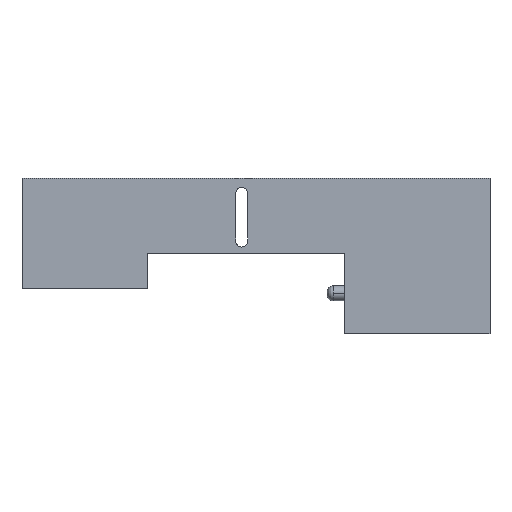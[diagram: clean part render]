
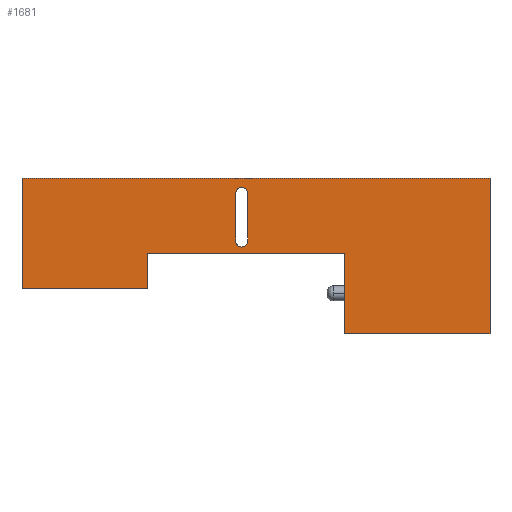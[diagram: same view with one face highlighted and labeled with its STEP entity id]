
A CAD part, front view. The second image highlights one B-rep face of the part: STEP entity #1681.
In plain terms, the highlighted planar face has unit normal (0, -1, 0).
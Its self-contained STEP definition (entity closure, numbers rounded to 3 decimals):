
#20 = DIRECTION ( 'NONE',  ( 0., 0., 1. ) ) ;
#48 = DIRECTION ( 'NONE',  ( 0., 0., 1. ) ) ;
#76 = EDGE_CURVE ( 'NONE', #1554, #544, #1365, .T. ) ;
#87 = VECTOR ( 'NONE', #791, 1000. ) ;
#90 = VERTEX_POINT ( 'NONE', #181 ) ;
#181 = CARTESIAN_POINT ( 'NONE',  ( 69.5, -4.5, 32. ) ) ;
#194 = DIRECTION ( 'NONE',  ( 0., 0., -1. ) ) ;
#199 = EDGE_CURVE ( 'NONE', #266, #831, #395, .T. ) ;
#208 = ORIENTED_EDGE ( 'NONE', *, *, #1599, .T. ) ;
#228 = CARTESIAN_POINT ( 'NONE',  ( 67.5, -4.5, 16. ) ) ;
#262 = CARTESIAN_POINT ( 'NONE',  ( 69.5, -4.5, 16. ) ) ;
#266 = VERTEX_POINT ( 'NONE', #2540 ) ;
#272 = VERTEX_POINT ( 'NONE', #866 ) ;
#308 = CARTESIAN_POINT ( 'NONE',  ( 36., -4.5, 12. ) ) ;
#310 = LINE ( 'NONE', #901, #2228 ) ;
#331 = PLANE ( 'NONE',  #1982 ) ;
#353 = DIRECTION ( 'NONE',  ( 0., -1., 0. ) ) ;
#376 = EDGE_CURVE ( 'NONE', #272, #1725, #2206, .T. ) ;
#395 = LINE ( 'NONE', #782, #1795 ) ;
#419 = ORIENTED_EDGE ( 'NONE', *, *, #199, .F. ) ;
#421 = CARTESIAN_POINT ( 'NONE',  ( 36., -4.5, 0. ) ) ;
#456 = VERTEX_POINT ( 'NONE', #308 ) ;
#458 = CIRCLE ( 'NONE', #788, 2. ) ;
#506 = ORIENTED_EDGE ( 'NONE', *, *, #376, .T. ) ;
#534 = VECTOR ( 'NONE', #1887, 1000. ) ;
#544 = VERTEX_POINT ( 'NONE', #1340 ) ;
#549 = DIRECTION ( 'NONE',  ( 0., 1., 0. ) ) ;
#568 = VERTEX_POINT ( 'NONE', #2133 ) ;
#625 = VECTOR ( 'NONE', #1693, 1000. ) ;
#628 = VECTOR ( 'NONE', #20, 1000. ) ;
#676 = LINE ( 'NONE', #1875, #534 ) ;
#680 = DIRECTION ( 'NONE',  ( 1., 0., 0. ) ) ;
#694 = CARTESIAN_POINT ( 'NONE',  ( -6., -4.5, 37. ) ) ;
#755 = ORIENTED_EDGE ( 'NONE', *, *, #1404, .T. ) ;
#782 = CARTESIAN_POINT ( 'NONE',  ( 150.5, -4.5, 0. ) ) ;
#788 = AXIS2_PLACEMENT_3D ( 'NONE', #228, #1229, #1606 ) ;
#791 = DIRECTION ( 'NONE',  ( 0., 0., -1. ) ) ;
#831 = VERTEX_POINT ( 'NONE', #2153 ) ;
#842 = ORIENTED_EDGE ( 'NONE', *, *, #2532, .F. ) ;
#853 = LINE ( 'NONE', #2041, #1775 ) ;
#866 = CARTESIAN_POINT ( 'NONE',  ( 65.5, -4.5, 16. ) ) ;
#887 = LINE ( 'NONE', #1676, #1118 ) ;
#890 = VERTEX_POINT ( 'NONE', #262 ) ;
#901 = CARTESIAN_POINT ( 'NONE',  ( 15., -4.5, 12. ) ) ;
#921 = AXIS2_PLACEMENT_3D ( 'NONE', #1719, #549, #2296 ) ;
#944 = CARTESIAN_POINT ( 'NONE',  ( 69.5, -4.5, 16. ) ) ;
#947 = DIRECTION ( 'NONE',  ( -1., 0., 0. ) ) ;
#987 = EDGE_CURVE ( 'NONE', #2418, #1151, #853, .T. ) ;
#1010 = ORIENTED_EDGE ( 'NONE', *, *, #1620, .T. ) ;
#1060 = DIRECTION ( 'NONE',  ( 0., 0., -1. ) ) ;
#1102 = EDGE_CURVE ( 'NONE', #456, #1554, #310, .T. ) ;
#1118 = VECTOR ( 'NONE', #1699, 1000. ) ;
#1151 = VERTEX_POINT ( 'NONE', #1691 ) ;
#1172 = LINE ( 'NONE', #1560, #1991 ) ;
#1212 = DIRECTION ( 'NONE',  ( -1., 0., 0. ) ) ;
#1229 = DIRECTION ( 'NONE',  ( 0., 1., 0. ) ) ;
#1288 = LINE ( 'NONE', #944, #625 ) ;
#1312 = FACE_OUTER_BOUND ( 'NONE', #1839, .T. ) ;
#1340 = CARTESIAN_POINT ( 'NONE',  ( 102., -4.5, -15. ) ) ;
#1350 = CARTESIAN_POINT ( 'NONE',  ( 102., -4.5, 6. ) ) ;
#1365 = LINE ( 'NONE', #1350, #87 ) ;
#1404 = EDGE_CURVE ( 'NONE', #890, #272, #458, .T. ) ;
#1415 = LINE ( 'NONE', #421, #1773 ) ;
#1538 = FACE_BOUND ( 'NONE', #1645, .T. ) ;
#1554 = VERTEX_POINT ( 'NONE', #1862 ) ;
#1560 = CARTESIAN_POINT ( 'NONE',  ( -6., -4.5, -15. ) ) ;
#1596 = CARTESIAN_POINT ( 'NONE',  ( 65.5, -4.5, 8. ) ) ;
#1599 = EDGE_CURVE ( 'NONE', #266, #2418, #676, .T. ) ;
#1606 = DIRECTION ( 'NONE',  ( -1., 0., 0. ) ) ;
#1620 = EDGE_CURVE ( 'NONE', #1151, #568, #887, .T. ) ;
#1645 = EDGE_LOOP ( 'NONE', ( #506, #2212, #2318, #755 ) ) ;
#1657 = ORIENTED_EDGE ( 'NONE', *, *, #1102, .T. ) ;
#1676 = CARTESIAN_POINT ( 'NONE',  ( -6., -4.5, 0. ) ) ;
#1679 = ORIENTED_EDGE ( 'NONE', *, *, #76, .T. ) ;
#1681 = ADVANCED_FACE ( 'NONE', ( #1312, #1538 ), #331, .T. ) ;
#1691 = CARTESIAN_POINT ( 'NONE',  ( -6., -4.5, 0. ) ) ;
#1693 = DIRECTION ( 'NONE',  ( 0., 0., -1. ) ) ;
#1699 = DIRECTION ( 'NONE',  ( 1., 0., 0. ) ) ;
#1719 = CARTESIAN_POINT ( 'NONE',  ( 67.5, -4.5, 32. ) ) ;
#1725 = VERTEX_POINT ( 'NONE', #2505 ) ;
#1742 = EDGE_CURVE ( 'NONE', #568, #456, #1415, .T. ) ;
#1773 = VECTOR ( 'NONE', #48, 1000. ) ;
#1775 = VECTOR ( 'NONE', #1060, 1000. ) ;
#1795 = VECTOR ( 'NONE', #194, 1000. ) ;
#1839 = EDGE_LOOP ( 'NONE', ( #2230, #1657, #1679, #842, #419, #208, #2509, #1010 ) ) ;
#1862 = CARTESIAN_POINT ( 'NONE',  ( 102., -4.5, 12. ) ) ;
#1875 = CARTESIAN_POINT ( 'NONE',  ( -6., -4.5, 37. ) ) ;
#1887 = DIRECTION ( 'NONE',  ( -1., 0., 0. ) ) ;
#1913 = CARTESIAN_POINT ( 'NONE',  ( -6., -4.5, 0. ) ) ;
#1982 = AXIS2_PLACEMENT_3D ( 'NONE', #1913, #353, #947 ) ;
#1991 = VECTOR ( 'NONE', #1212, 1000. ) ;
#2041 = CARTESIAN_POINT ( 'NONE',  ( -6., -4.5, 0. ) ) ;
#2133 = CARTESIAN_POINT ( 'NONE',  ( 36., -4.5, 0. ) ) ;
#2153 = CARTESIAN_POINT ( 'NONE',  ( 150.5, -4.5, -15. ) ) ;
#2156 = CIRCLE ( 'NONE', #921, 2. ) ;
#2206 = LINE ( 'NONE', #1596, #628 ) ;
#2212 = ORIENTED_EDGE ( 'NONE', *, *, #2326, .T. ) ;
#2228 = VECTOR ( 'NONE', #680, 1000. ) ;
#2230 = ORIENTED_EDGE ( 'NONE', *, *, #1742, .T. ) ;
#2296 = DIRECTION ( 'NONE',  ( 1., 0., 0. ) ) ;
#2318 = ORIENTED_EDGE ( 'NONE', *, *, #2425, .T. ) ;
#2326 = EDGE_CURVE ( 'NONE', #1725, #90, #2156, .T. ) ;
#2418 = VERTEX_POINT ( 'NONE', #694 ) ;
#2425 = EDGE_CURVE ( 'NONE', #90, #890, #1288, .T. ) ;
#2505 = CARTESIAN_POINT ( 'NONE',  ( 65.5, -4.5, 32. ) ) ;
#2509 = ORIENTED_EDGE ( 'NONE', *, *, #987, .T. ) ;
#2532 = EDGE_CURVE ( 'NONE', #831, #544, #1172, .T. ) ;
#2540 = CARTESIAN_POINT ( 'NONE',  ( 150.5, -4.5, 37. ) ) ;
